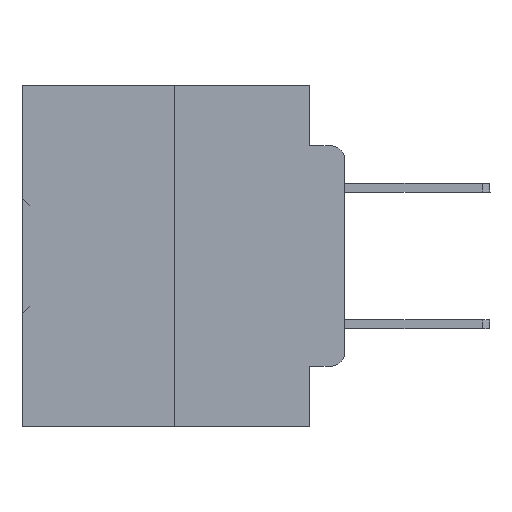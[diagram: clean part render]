
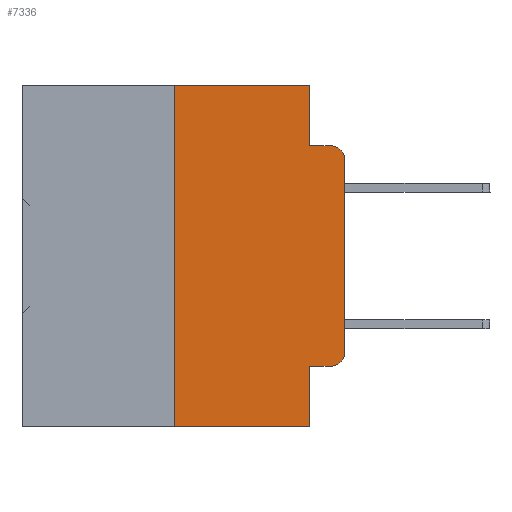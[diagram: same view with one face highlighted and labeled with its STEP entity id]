
A CAD part, left-side view. The second image highlights one B-rep face of the part: STEP entity #7336.
In plain terms, the highlighted planar face has unit normal (-1, 0, 0).
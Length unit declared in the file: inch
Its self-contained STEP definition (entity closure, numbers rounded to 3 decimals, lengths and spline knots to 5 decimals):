
#283 = CARTESIAN_POINT ( 'NONE',  ( 0., 0.051, -0.0885 ) ) ;
#1045 = EDGE_CURVE ( 'NONE', #26736, #14800, #17791, .T. ) ;
#1404 = ORIENTED_EDGE ( 'NONE', *, *, #6868, .F. ) ;
#1870 = CARTESIAN_POINT ( 'NONE',  ( 0., 0., 0. ) ) ;
#1907 = FACE_OUTER_BOUND ( 'NONE', #8013, .T. ) ;
#2321 = LINE ( 'NONE', #11057, #16658 ) ;
#3808 = VERTEX_POINT ( 'NONE', #32206 ) ;
#4059 = CARTESIAN_POINT ( 'NONE',  ( 0., 0.051, -0.5 ) ) ;
#4698 = CARTESIAN_POINT ( 'NONE',  ( 0., 0.473, 0. ) ) ;
#4902 = DIRECTION ( 'NONE',  ( -1., 0., 0. ) ) ;
#5289 = DIRECTION ( 'NONE',  ( 0., -1., 0. ) ) ;
#5490 = CARTESIAN_POINT ( 'NONE',  ( 0., 0.02, -0.1085 ) ) ;
#5958 = CARTESIAN_POINT ( 'NONE',  ( 0., 0.02, -0.0885 ) ) ;
#6227 = VERTEX_POINT ( 'NONE', #16193 ) ;
#6868 = EDGE_CURVE ( 'NONE', #14800, #29858, #28859, .T. ) ;
#7177 = CARTESIAN_POINT ( 'NONE',  ( 0., 0.473, 0. ) ) ;
#7294 = EDGE_CURVE ( 'NONE', #26736, #36148, #38507, .T. ) ;
#7336 = ADVANCED_FACE ( 'NONE', ( #1907 ), #11047, .F. ) ;
#8013 = EDGE_LOOP ( 'NONE', ( #18574, #10032, #16039, #24054, #1404, #11709, #21016, #18889, #16858, #19000 ) ) ;
#8391 = EDGE_CURVE ( 'NONE', #29858, #3808, #33107, .T. ) ;
#8842 = DIRECTION ( 'NONE',  ( 0., 0., -1. ) ) ;
#8935 = VERTEX_POINT ( 'NONE', #5958 ) ;
#10032 = ORIENTED_EDGE ( 'NONE', *, *, #37786, .T. ) ;
#10958 = EDGE_CURVE ( 'NONE', #15175, #26996, #2321, .T. ) ;
#11047 = PLANE ( 'NONE',  #34414 ) ;
#11057 = CARTESIAN_POINT ( 'NONE',  ( 0., 0.051, -0.4115 ) ) ;
#11240 = DIRECTION ( 'NONE',  ( 0., 0., -1. ) ) ;
#11424 = DIRECTION ( 'NONE',  ( 0., 0., -1. ) ) ;
#11709 = ORIENTED_EDGE ( 'NONE', *, *, #1045, .F. ) ;
#12137 = VECTOR ( 'NONE', #8842, 39.37008 ) ;
#12348 = AXIS2_PLACEMENT_3D ( 'NONE', #5490, #4902, #11240 ) ;
#13392 = CARTESIAN_POINT ( 'NONE',  ( 0., 0.051, -0.4115 ) ) ;
#13497 = AXIS2_PLACEMENT_3D ( 'NONE', #24609, #27393, #36726 ) ;
#13987 = DIRECTION ( 'NONE',  ( 0., 0., 1. ) ) ;
#14070 = DIRECTION ( 'NONE',  ( 0., 0., 1. ) ) ;
#14800 = VERTEX_POINT ( 'NONE', #23574 ) ;
#15175 = VERTEX_POINT ( 'NONE', #13392 ) ;
#15619 = VECTOR ( 'NONE', #37441, 39.37008 ) ;
#15730 = EDGE_CURVE ( 'NONE', #15175, #36148, #23095, .T. ) ;
#16039 = ORIENTED_EDGE ( 'NONE', *, *, #33612, .F. ) ;
#16193 = CARTESIAN_POINT ( 'NONE',  ( 0., 0., -0.1085 ) ) ;
#16658 = VECTOR ( 'NONE', #5289, 39.37008 ) ;
#16832 = DIRECTION ( 'NONE',  ( 1., 0., 0. ) ) ;
#16858 = ORIENTED_EDGE ( 'NONE', *, *, #10958, .T. ) ;
#17232 = CARTESIAN_POINT ( 'NONE',  ( 0., 0., -0.3915 ) ) ;
#17640 = VECTOR ( 'NONE', #17650, 39.37008 ) ;
#17650 = DIRECTION ( 'NONE',  ( 0., -1., 0. ) ) ;
#17791 = LINE ( 'NONE', #28805, #37673 ) ;
#18574 = ORIENTED_EDGE ( 'NONE', *, *, #24451, .T. ) ;
#18889 = ORIENTED_EDGE ( 'NONE', *, *, #15730, .F. ) ;
#19000 = ORIENTED_EDGE ( 'NONE', *, *, #29226, .T. ) ;
#19535 = VERTEX_POINT ( 'NONE', #17232 ) ;
#19939 = CIRCLE ( 'NONE', #12348, 0.02 ) ;
#19979 = LINE ( 'NONE', #1870, #25579 ) ;
#21016 = ORIENTED_EDGE ( 'NONE', *, *, #7294, .T. ) ;
#23095 = LINE ( 'NONE', #38202, #33742 ) ;
#23505 = CARTESIAN_POINT ( 'NONE',  ( 0., 0.02, -0.4115 ) ) ;
#23574 = CARTESIAN_POINT ( 'NONE',  ( 0., 0.25, 0. ) ) ;
#24054 = ORIENTED_EDGE ( 'NONE', *, *, #8391, .F. ) ;
#24451 = EDGE_CURVE ( 'NONE', #19535, #6227, #19979, .T. ) ;
#24609 = CARTESIAN_POINT ( 'NONE',  ( 0., 0.02, -0.3915 ) ) ;
#25579 = VECTOR ( 'NONE', #13987, 39.37008 ) ;
#26736 = VERTEX_POINT ( 'NONE', #38040 ) ;
#26996 = VERTEX_POINT ( 'NONE', #23505 ) ;
#27393 = DIRECTION ( 'NONE',  ( -1., 0., 0. ) ) ;
#28805 = CARTESIAN_POINT ( 'NONE',  ( 0., 0.25, 0. ) ) ;
#28859 = LINE ( 'NONE', #7177, #17640 ) ;
#28969 = CARTESIAN_POINT ( 'NONE',  ( 0., 0.473, -0.5 ) ) ;
#29226 = EDGE_CURVE ( 'NONE', #26996, #19535, #31273, .T. ) ;
#29556 = DIRECTION ( 'NONE',  ( 0., -1., 0. ) ) ;
#29858 = VERTEX_POINT ( 'NONE', #37540 ) ;
#31273 = CIRCLE ( 'NONE', #13497, 0.02 ) ;
#32206 = CARTESIAN_POINT ( 'NONE',  ( 0., 0.051, -0.0885 ) ) ;
#32246 = DIRECTION ( 'NONE',  ( 0., 0., -1. ) ) ;
#33107 = LINE ( 'NONE', #33313, #12137 ) ;
#33313 = CARTESIAN_POINT ( 'NONE',  ( 0., 0.051, 0. ) ) ;
#33612 = EDGE_CURVE ( 'NONE', #3808, #8935, #37060, .T. ) ;
#33742 = VECTOR ( 'NONE', #32246, 39.37008 ) ;
#33794 = VECTOR ( 'NONE', #29556, 39.37008 ) ;
#34414 = AXIS2_PLACEMENT_3D ( 'NONE', #4698, #16832, #11424 ) ;
#36148 = VERTEX_POINT ( 'NONE', #4059 ) ;
#36726 = DIRECTION ( 'NONE',  ( 0., 0., -1. ) ) ;
#37060 = LINE ( 'NONE', #283, #15619 ) ;
#37441 = DIRECTION ( 'NONE',  ( 0., -1., 0. ) ) ;
#37540 = CARTESIAN_POINT ( 'NONE',  ( 0., 0.051, 0. ) ) ;
#37673 = VECTOR ( 'NONE', #14070, 39.37008 ) ;
#37786 = EDGE_CURVE ( 'NONE', #6227, #8935, #19939, .T. ) ;
#38040 = CARTESIAN_POINT ( 'NONE',  ( 0., 0.25, -0.5 ) ) ;
#38202 = CARTESIAN_POINT ( 'NONE',  ( 0., 0.051, 0. ) ) ;
#38507 = LINE ( 'NONE', #28969, #33794 ) ;
